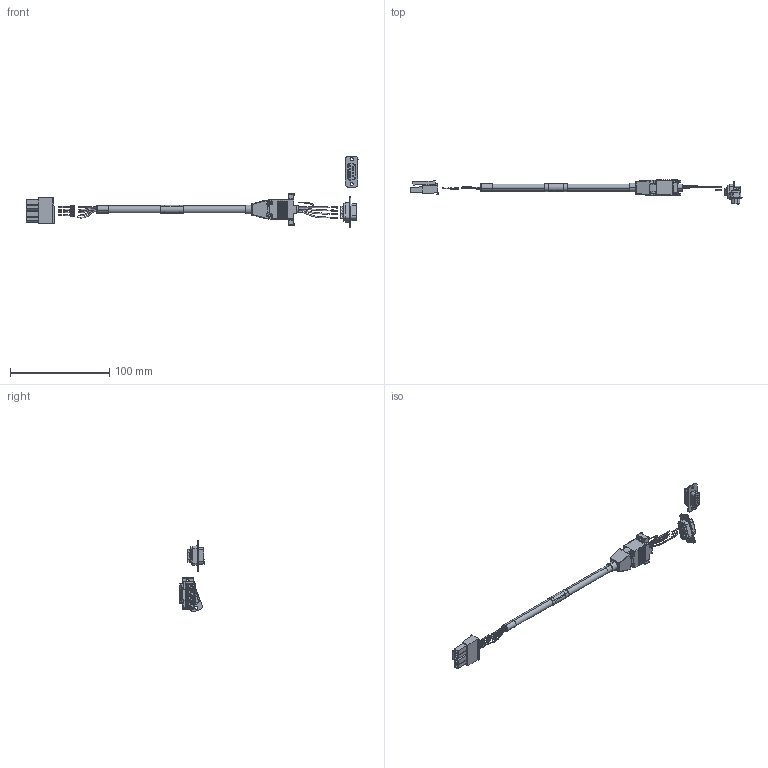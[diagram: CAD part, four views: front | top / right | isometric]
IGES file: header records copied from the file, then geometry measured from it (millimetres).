
Start section: SolidWorks IGES file using analytic representation for surfaces
Global section: file name: WCB318-00500-A Rev A.IGS; native system: SolidWorks 2017; preprocessor: SolidWorks 2017; author: gniebel; date: 170627.085453; units: inch
Bounding box: 334.49 x 24.22 x 72.11 mm (x, y, z)
Surface area: 19273.3 mm2 (no closed solid volume)
Topology: 0 solids, 0 shells, 1120 faces, 11734 edges, 11734 vertices
Faces by surface type: bspline 697, revolution 423
